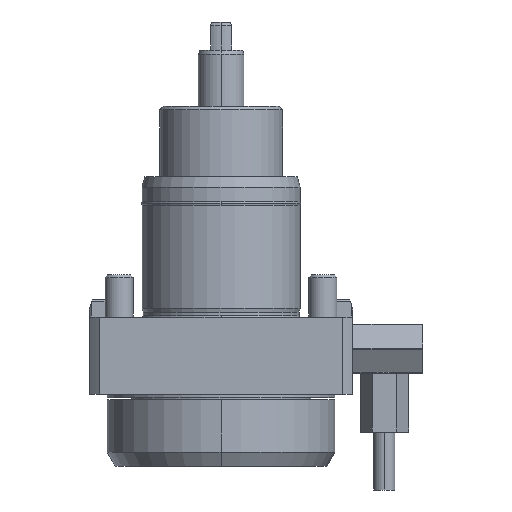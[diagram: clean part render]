
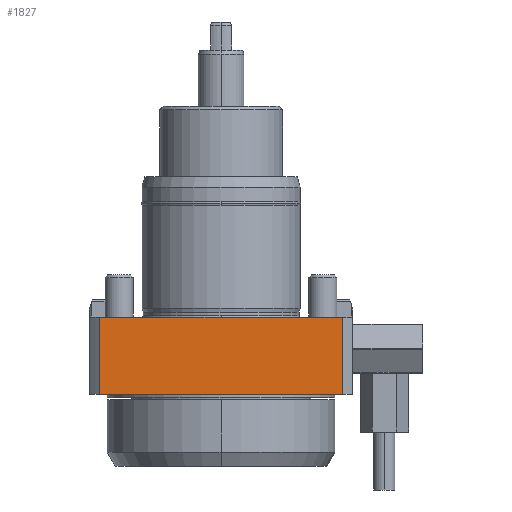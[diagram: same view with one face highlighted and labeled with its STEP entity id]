
A CAD part, front view. The second image highlights one B-rep face of the part: STEP entity #1827.
In plain terms, the highlighted planar face has unit normal (0, -1, 0).
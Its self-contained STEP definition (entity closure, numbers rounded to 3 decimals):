
#339=CARTESIAN_POINT('',(34.565,-37.5,-22.));
#340=VERTEX_POINT('',#339);
#348=CARTESIAN_POINT('',(-34.565,-37.5,-22.));
#349=VERTEX_POINT('',#348);
#350=CARTESIAN_POINT('',(-34.565,-37.5,-22.));
#351=DIRECTION('',(1.,-0.,0.));
#352=VECTOR('',#351,69.13);
#353=LINE('',#350,#352);
#354=EDGE_CURVE('',#349,#340,#353,.T.);
#1149=CARTESIAN_POINT('',(-34.565,-37.5,0.));
#1150=VERTEX_POINT('',#1149);
#1160=CARTESIAN_POINT('',(-34.565,-37.5,0.));
#1161=DIRECTION('',(-0.,0.,-1.));
#1162=VECTOR('',#1161,22.);
#1163=LINE('',#1160,#1162);
#1164=EDGE_CURVE('',#1150,#349,#1163,.T.);
#1174=CARTESIAN_POINT('',(34.565,-37.5,0.));
#1175=VERTEX_POINT('',#1174);
#1183=CARTESIAN_POINT('',(34.565,-37.5,-22.));
#1184=DIRECTION('',(0.,0.,1.));
#1185=VECTOR('',#1184,22.);
#1186=LINE('',#1183,#1185);
#1187=EDGE_CURVE('',#340,#1175,#1186,.T.);
#1811=CARTESIAN_POINT('',(34.565,-37.5,-15.));
#1812=DIRECTION('',(-0.,-1.,0.));
#1813=DIRECTION('',(0.,0.,1.));
#1814=AXIS2_PLACEMENT_3D('',#1811,#1812,#1813);
#1815=PLANE('',#1814);
#1816=CARTESIAN_POINT('',(34.565,-37.5,0.));
#1817=DIRECTION('',(-1.,0.,0.));
#1818=VECTOR('',#1817,69.13);
#1819=LINE('',#1816,#1818);
#1820=EDGE_CURVE('',#1175,#1150,#1819,.T.);
#1821=ORIENTED_EDGE('',*,*,#1820,.T.);
#1822=ORIENTED_EDGE('',*,*,#1164,.T.);
#1823=ORIENTED_EDGE('',*,*,#354,.T.);
#1824=ORIENTED_EDGE('',*,*,#1187,.T.);
#1825=EDGE_LOOP('',(#1821,#1822,#1823,#1824));
#1826=FACE_BOUND('',#1825,.T.);
#1827=ADVANCED_FACE('',(#1826),#1815,.T.);
